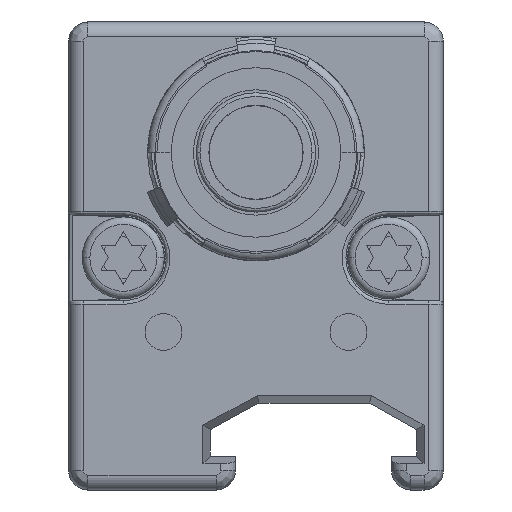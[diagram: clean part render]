
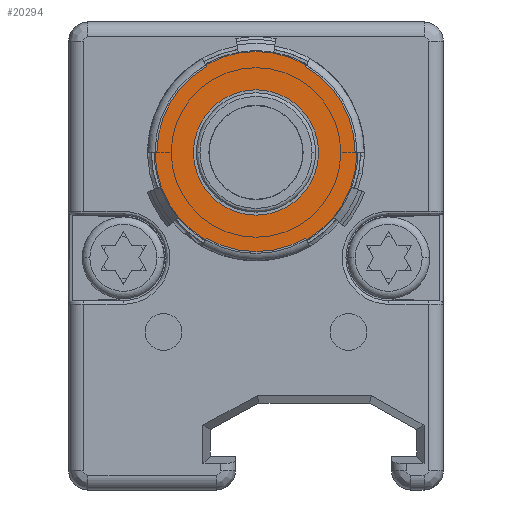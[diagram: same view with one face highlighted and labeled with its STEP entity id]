
A CAD part, front view. The second image highlights one B-rep face of the part: STEP entity #20294.
In plain terms, the highlighted planar face has unit normal (0, -1, 0).
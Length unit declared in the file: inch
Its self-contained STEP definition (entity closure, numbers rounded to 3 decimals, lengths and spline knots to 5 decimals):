
#3995=CARTESIAN_POINT('',(0.,-0.98425,0.90157));
#3996=DIRECTION('',(0.,-1.,0.));
#3997=DIRECTION('',(1.,0.,0.));
#3998=AXIS2_PLACEMENT_3D('',#3995,#3996,#3997);
#4037=DIRECTION('',(-0.5,0.,0.866));
#4038=VECTOR('',#4037,0.00492);
#4039=CARTESIAN_POINT('',(-0.13226,-0.98425,
1.13094));
#4040=LINE('',#4039,#4038);
#4041=CARTESIAN_POINT('',(0.,-0.98425,0.90157));
#4042=DIRECTION('',(0.,-1.,0.));
#4043=DIRECTION('',(0.5,0.,0.866));
#4044=AXIS2_PLACEMENT_3D('',#4041,#4042,#4043);
#4046=DIRECTION('',(0.499,0.,0.866));
#4047=VECTOR('',#4046,0.00492);
#4048=CARTESIAN_POINT('',(0.13239,-0.98425,
1.13086));
#4049=LINE('',#4048,#4047);
#4050=DIRECTION('',(1.,0.,0.001));
#4051=VECTOR('',#4050,0.00492);
#4052=CARTESIAN_POINT('',(0.26476,-0.98425,
0.90157));
#4053=LINE('',#4052,#4051);
#4054=CARTESIAN_POINT('',(0.,-0.98425,0.90157));
#4055=DIRECTION('',(0.,-1.,0.));
#4056=DIRECTION('',(0.5,0.,-0.866));
#4057=AXIS2_PLACEMENT_3D('',#4054,#4055,#4056);
#4059=DIRECTION('',(0.5,0.,-0.866));
#4060=VECTOR('',#4059,0.00492);
#4061=CARTESIAN_POINT('',(0.13238,-0.98425,
0.67228));
#4062=LINE('',#4061,#4060);
#4063=DIRECTION('',(-0.499,0.,-0.866));
#4064=VECTOR('',#4063,0.00492);
#4065=CARTESIAN_POINT('',(-0.13238,-0.98425,
0.67228));
#4066=LINE('',#4065,#4064);
#4067=CARTESIAN_POINT('',(0.,-0.98425,0.90157));
#4068=DIRECTION('',(0.,-1.,0.));
#4069=DIRECTION('',(-1.,0.,0.));
#4070=AXIS2_PLACEMENT_3D('',#4067,#4068,#4069);
#4072=DIRECTION('',(-1.,0.,0.001));
#4073=VECTOR('',#4072,0.00492);
#4074=CARTESIAN_POINT('',(-0.26476,-0.98425,
0.90157));
#4075=LINE('',#4074,#4073);
#4076=CARTESIAN_POINT('',(0.,-0.98425,0.90157));
#4077=DIRECTION('',(0.,-1.,0.));
#4078=DIRECTION('',(0.,0.,1.));
#4079=AXIS2_PLACEMENT_3D('',#4076,#4077,#4078);
#4081=CARTESIAN_POINT('',(0.,-0.98425,0.90157));
#4082=DIRECTION('',(0.,-1.,0.));
#4083=DIRECTION('',(0.,0.,-1.));
#4084=AXIS2_PLACEMENT_3D('',#4081,#4082,#4083);
#4086=CARTESIAN_POINT('',(0.,-0.98425,0.90157));
#4087=DIRECTION('',(0.,-1.,0.));
#4088=DIRECTION('',(-0.5,0.,0.866));
#4089=AXIS2_PLACEMENT_3D('',#4086,#4087,#4088);
#4586=CARTESIAN_POINT('',(0.,-0.98425,0.90157));
#4587=DIRECTION('',(0.,-1.,0.));
#4588=DIRECTION('',(-0.5,0.,-0.866));
#4589=AXIS2_PLACEMENT_3D('',#4586,#4587,#4588);
#14835=CARTESIAN_POINT('',(0.26969,-0.98425,
0.90157));
#14837=VERTEX_POINT('',#14835);
#14839=CARTESIAN_POINT('',(-0.13238,-0.98425,
0.67228));
#14840=CARTESIAN_POINT('',(-0.13484,-0.98425,
0.66802));
#14841=VERTEX_POINT('',#14839);
#14842=VERTEX_POINT('',#14840);
#14847=CARTESIAN_POINT('',(0.13238,-0.98425,
0.67228));
#14848=CARTESIAN_POINT('',(0.13484,-0.98425,
0.66802));
#14849=VERTEX_POINT('',#14847);
#14850=VERTEX_POINT('',#14848);
#14863=CARTESIAN_POINT('',(-0.26969,-0.98425,
0.90157));
#14864=VERTEX_POINT('',#14863);
#14875=CARTESIAN_POINT('',(0.26476,-0.98425,
0.90157));
#14876=VERTEX_POINT('',#14875);
#14879=CARTESIAN_POINT('',(0.13239,-0.98425,
1.13086));
#14880=CARTESIAN_POINT('',(0.13484,-0.98425,
1.13513));
#14881=VERTEX_POINT('',#14879);
#14882=VERTEX_POINT('',#14880);
#14911=CARTESIAN_POINT('',(0.,-0.98425,1.0689));
#14912=CARTESIAN_POINT('',(0.,-0.98425,0.73425));
#14913=VERTEX_POINT('',#14911);
#14914=VERTEX_POINT('',#14912);
#14923=CARTESIAN_POINT('',(-0.13226,-0.98425,
1.13094));
#14924=CARTESIAN_POINT('',(-0.13472,-0.98425,
1.1352));
#14925=VERTEX_POINT('',#14923);
#14926=VERTEX_POINT('',#14924);
#14931=CARTESIAN_POINT('',(-0.26476,-0.98425,
0.90157));
#14932=VERTEX_POINT('',#14931);
#20259=CARTESIAN_POINT('',(0.,-0.98425,0.90157));
#20260=DIRECTION('',(0.,-1.,0.));
#20261=DIRECTION('',(-1.,0.,0.));
#20262=AXIS2_PLACEMENT_3D('',#20259,#20260,#20261);
#20263=PLANE('',#20262);
#20265=ORIENTED_EDGE('',*,*,#20264,.F.);
#20267=ORIENTED_EDGE('',*,*,#20266,.T.);
#20269=ORIENTED_EDGE('',*,*,#20268,.F.);
#20271=ORIENTED_EDGE('',*,*,#20270,.F.);
#20272=ORIENTED_EDGE('',*,*,#20188,.F.);
#20273=ORIENTED_EDGE('',*,*,#20249,.T.);
#20275=ORIENTED_EDGE('',*,*,#20274,.F.);
#20277=ORIENTED_EDGE('',*,*,#20276,.F.);
#20279=ORIENTED_EDGE('',*,*,#20278,.F.);
#20281=ORIENTED_EDGE('',*,*,#20280,.T.);
#20283=ORIENTED_EDGE('',*,*,#20282,.F.);
#20285=ORIENTED_EDGE('',*,*,#20284,.F.);
#20286=EDGE_LOOP('',(#20265,#20267,#20269,#20271,#20272,#20273,#20275,#20277,
#20279,#20281,#20283,#20285));
#20287=FACE_OUTER_BOUND('',#20286,.F.);
#20289=ORIENTED_EDGE('',*,*,#20288,.T.);
#20291=ORIENTED_EDGE('',*,*,#20290,.T.);
#20292=EDGE_LOOP('',(#20289,#20291));
#20293=FACE_BOUND('',#20292,.F.);
#20294=ADVANCED_FACE('',(#20287,#20293),#20263,.T.);
#3999=CIRCLE('',#3998,0.26476);
#4045=CIRCLE('',#4044,0.26969);
#4058=CIRCLE('',#4057,0.26969);
#4071=CIRCLE('',#4070,0.26969);
#4080=CIRCLE('',#4079,0.16732);
#4085=CIRCLE('',#4084,0.16732);
#4090=CIRCLE('',#4089,0.26476);
#4590=CIRCLE('',#4589,0.26476);
#20188=EDGE_CURVE('',#14876,#14881,#3999,.T.);
#20249=EDGE_CURVE('',#14876,#14837,#4053,.T.);
#20264=EDGE_CURVE('',#14925,#14932,#4090,.T.);
#20266=EDGE_CURVE('',#14925,#14926,#4040,.T.);
#20268=EDGE_CURVE('',#14882,#14926,#4045,.T.);
#20270=EDGE_CURVE('',#14881,#14882,#4049,.T.);
#20274=EDGE_CURVE('',#14850,#14837,#4058,.T.);
#20276=EDGE_CURVE('',#14849,#14850,#4062,.T.);
#20278=EDGE_CURVE('',#14841,#14849,#4590,.T.);
#20280=EDGE_CURVE('',#14841,#14842,#4066,.T.);
#20282=EDGE_CURVE('',#14864,#14842,#4071,.T.);
#20284=EDGE_CURVE('',#14932,#14864,#4075,.T.);
#20288=EDGE_CURVE('',#14913,#14914,#4080,.T.);
#20290=EDGE_CURVE('',#14914,#14913,#4085,.T.);
